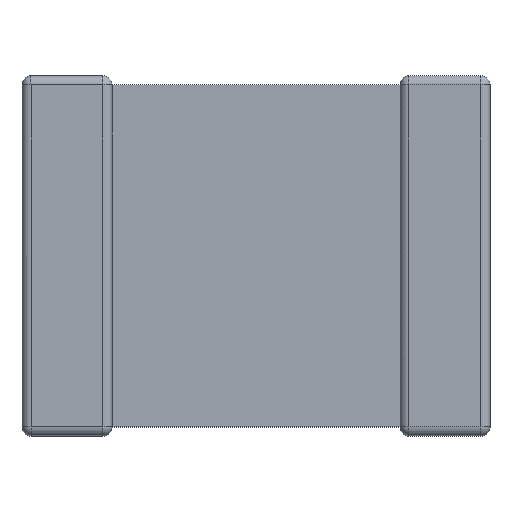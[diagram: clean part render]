
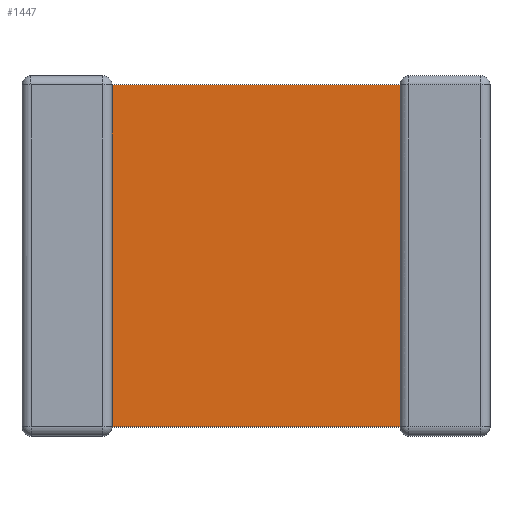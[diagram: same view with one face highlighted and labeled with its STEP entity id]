
A CAD part, top view. The second image highlights one B-rep face of the part: STEP entity #1447.
In plain terms, the highlighted planar face has unit normal (0, 0, 1).
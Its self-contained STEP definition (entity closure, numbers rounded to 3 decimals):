
#1317=CARTESIAN_POINT('',(0.8,0.95,0.95));
#1318=VERTEX_POINT('',#1317);
#1319=CARTESIAN_POINT('',(0.8,-0.95,0.95));
#1320=VERTEX_POINT('',#1319);
#1321=CARTESIAN_POINT('',(0.8,0.95,0.95));
#1322=DIRECTION('',(0.0,-1.0,0.0));
#1323=VECTOR('',#1322,1.9);
#1324=LINE('',#1321,#1323);
#1325=EDGE_CURVE('',#1318,#1320,#1324,.T.);
#1357=CARTESIAN_POINT('',(-0.8,-0.95,0.95));
#1358=VERTEX_POINT('',#1357);
#1359=CARTESIAN_POINT('',(0.8,-0.95,0.95));
#1360=DIRECTION('',(-1.0,0.0,0.0));
#1361=VECTOR('',#1360,1.6);
#1362=LINE('',#1359,#1361);
#1363=EDGE_CURVE('',#1320,#1358,#1362,.T.);
#1388=CARTESIAN_POINT('',(-0.8,0.95,0.95));
#1389=VERTEX_POINT('',#1388);
#1390=CARTESIAN_POINT('',(-0.8,-0.95,0.95));
#1391=DIRECTION('',(0.0,1.0,0.0));
#1392=VECTOR('',#1391,1.9);
#1393=LINE('',#1390,#1392);
#1394=EDGE_CURVE('',#1358,#1389,#1393,.T.);
#1419=CARTESIAN_POINT('',(-0.8,0.95,0.95));
#1420=DIRECTION('',(1.0,0.0,0.0));
#1421=VECTOR('',#1420,1.6);
#1422=LINE('',#1419,#1421);
#1423=EDGE_CURVE('',#1389,#1318,#1422,.T.);
#1436=CARTESIAN_POINT('',(0.,0.,0.95));
#1437=DIRECTION('',(0.0,0.0,1.0));
#1438=DIRECTION('',(1.0,0.0,0.0));
#1439=AXIS2_PLACEMENT_3D('',#1436,#1437,#1438);
#1440=PLANE('',#1439);
#1441=ORIENTED_EDGE('',*,*,#1325,.F.);
#1442=ORIENTED_EDGE('',*,*,#1423,.F.);
#1443=ORIENTED_EDGE('',*,*,#1394,.F.);
#1444=ORIENTED_EDGE('',*,*,#1363,.F.);
#1445=EDGE_LOOP('',(#1441,#1442,#1443,#1444));
#1446=FACE_OUTER_BOUND('',#1445,.T.);
#1447=ADVANCED_FACE('',(#1446),#1440,.T.);
